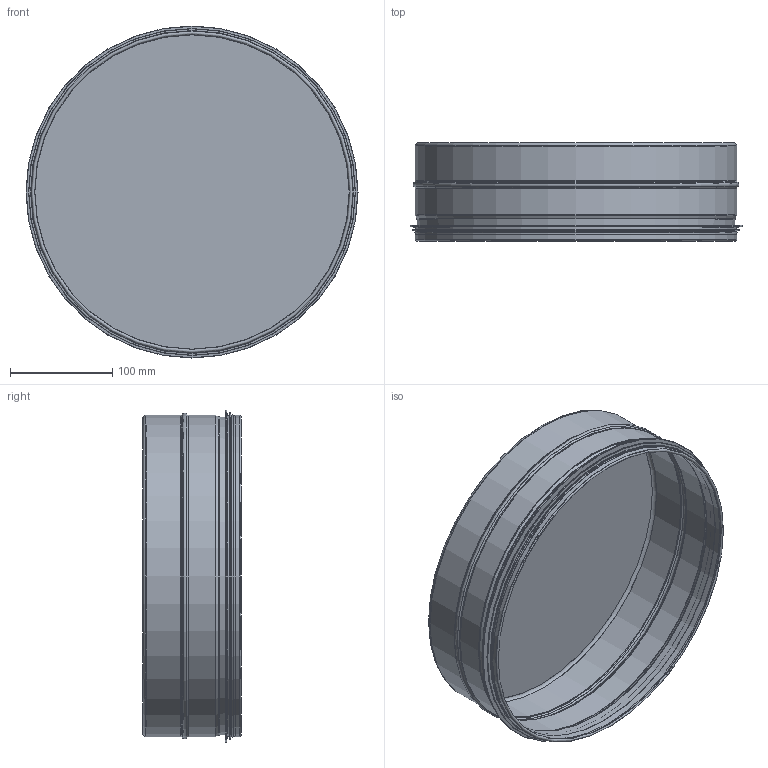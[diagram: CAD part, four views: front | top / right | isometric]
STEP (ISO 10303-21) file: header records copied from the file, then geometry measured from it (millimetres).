
FILE_DESCRIPTION((''),'2;1');
FILE_NAME('HÄL-315.stp','2014-02-21T11:12:53',(''),(''),'Autodesk Inventor 2013','Autodesk Inventor 2013','');
FILE_SCHEMA(('AUTOMOTIVE_DESIGN { 1 2 10303 214 0 1 1 1 }'));
Length unit declared in the file: millimetre
Products named in the file (3): HÄL-315; HälRörämne-315; 999008
Assembly tree (2 placements, depth 2):
  HÄL-315
    HälRörämne-315
    999008
Bounding box: 324.25 x 96 x 324.25 mm (x, y, z)
Volume: 123122.7 mm3; surface area: 406633.3 mm2
Topology: 2 solids, 2 shells, 52 faces, 95 edges, 51 vertices
Faces by surface type: torus 20, cylinder 14, cone 10, plane 8
Full cylindrical faces by diameter (mm): 308.05 x1, 309.05 x1, 310.25 x1, 312.85 x6, 313.85 x3, 319.25 x1, 324.25 x1
Entity records: 1194 total; most frequent: DIRECTION 216, CARTESIAN_POINT 159, AXIS2_PLACEMENT_3D 108, ORIENTED_EDGE 102, EDGE_LOOP 102, STYLED_ITEM 54, FACE_OUTER_BOUND 52, ADVANCED_FACE 52
